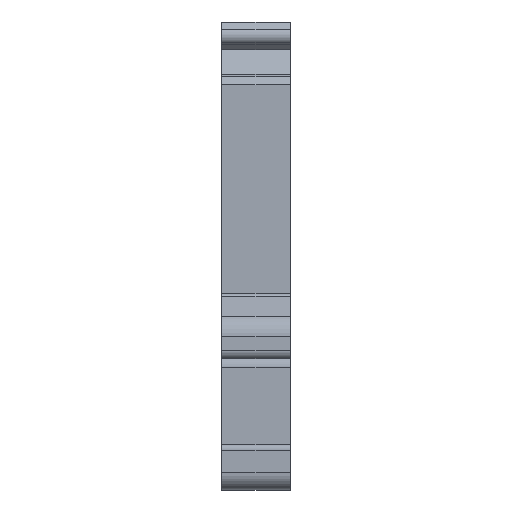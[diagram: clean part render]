
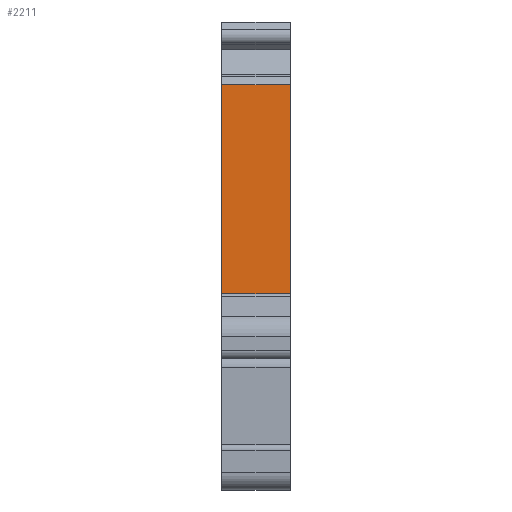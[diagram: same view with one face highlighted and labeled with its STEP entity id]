
A CAD part, left-side view. The second image highlights one B-rep face of the part: STEP entity #2211.
In plain terms, the highlighted planar face has unit normal (-1, 0, 0).
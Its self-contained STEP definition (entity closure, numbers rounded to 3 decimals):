
#174=ORIENTED_EDGE('',*,*,#834,.F.);
#175=ORIENTED_EDGE('',*,*,#833,.F.);
#176=ORIENTED_EDGE('',*,*,#835,.T.);
#177=ORIENTED_EDGE('',*,*,#836,.T.);
#833=EDGE_CURVE('',#1157,#1156,#1389,.T.);
#834=EDGE_CURVE('',#1156,#1158,#1390,.T.);
#835=EDGE_CURVE('',#1157,#1159,#1391,.T.);
#836=EDGE_CURVE('',#1159,#1158,#1392,.T.);
#1156=VERTEX_POINT('',#3219);
#1157=VERTEX_POINT('',#3221);
#1158=VERTEX_POINT('',#3225);
#1159=VERTEX_POINT('',#3227);
#1389=LINE('',#3222,#1657);
#1390=LINE('',#3224,#1658);
#1391=LINE('',#3226,#1659);
#1392=LINE('',#3228,#1660);
#1657=VECTOR('',#2578,1000.);
#1658=VECTOR('',#2581,1000.);
#1659=VECTOR('',#2582,1000.);
#1660=VECTOR('',#2583,1000.);
#1903=EDGE_LOOP('',(#174,#175,#176,#177));
#2017=FACE_BOUND('',#1903,.T.);
#2129=PLANE('',#2342);
#2211=ADVANCED_FACE('',(#2017),#2129,.T.);
#2342=AXIS2_PLACEMENT_3D('',#3223,#2579,#2580);
#2578=DIRECTION('',(0.,-1.,0.));
#2579=DIRECTION('',(-1.,0.,0.));
#2580=DIRECTION('',(0.,0.,1.));
#2581=DIRECTION('',(0.,0.,-1.));
#2582=DIRECTION('',(0.,0.,-1.));
#2583=DIRECTION('',(0.,-1.,0.));
#3219=CARTESIAN_POINT('',(-18.16,0.,15.303));
#3221=CARTESIAN_POINT('',(-18.16,6.,15.303));
#3222=CARTESIAN_POINT('',(-18.16,6.,15.303));
#3223=CARTESIAN_POINT('',(-18.16,6.,15.303));
#3224=CARTESIAN_POINT('',(-18.16,0.,15.303));
#3225=CARTESIAN_POINT('',(-18.16,0.,-3.006));
#3226=CARTESIAN_POINT('',(-18.16,6.,15.303));
#3227=CARTESIAN_POINT('',(-18.16,6.,-3.006));
#3228=CARTESIAN_POINT('',(-18.16,6.,-3.006));
